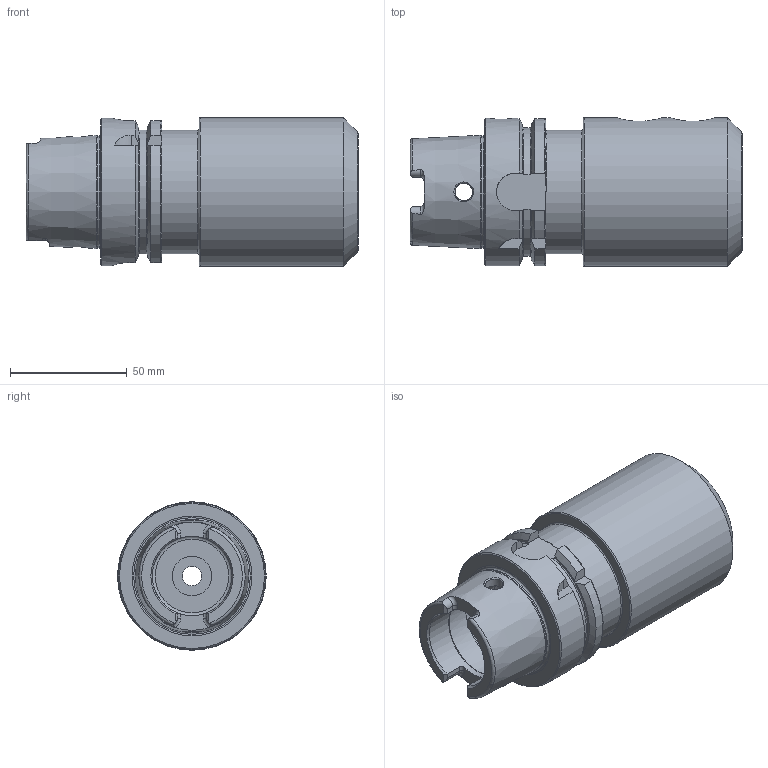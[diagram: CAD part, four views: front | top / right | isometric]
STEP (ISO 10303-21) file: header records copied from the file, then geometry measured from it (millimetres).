
FILE_DESCRIPTION(/* description */ (''),/* implementation_level */ '2;1');
FILE_NAME(/* name */ 'AQ034C.stp',/* time_stamp */ '2023-01-19T09:06:27+09:00',/* author */ ('eos'),/* organization */ (''),/* preprocessor_version */ 'ST-DEVELOPER v18.1',/* originating_system */ 'Autodesk Inventor 2022',/* authorisation */ '');
FILE_SCHEMA (('AUTOMOTIVE_DESIGN { 1 0 10303 214 3 1 1 }'));
Length unit declared in the file: millimetre
Products named in the file (1): HSK63A
Bounding box: 142 x 63.5 x 63.5 mm (x, y, z)
Volume: 255401 mm3; surface area: 49545.4 mm2
Topology: 1 solids, 1 shells, 127 faces, 342 edges, 222 vertices
Faces by surface type: plane 44, cylinder 38, torus 25, cone 16, bspline 4
Full cylindrical faces by diameter (mm): 2.459 x2, 7.5 x2, 8.4 x1, 10 x1, 16.917 x1, 17.323 x2, 19 x1, 31.75 x1, 32.95 x1, 34 x2, 40 x1, 48.041 x1, 53 x1, 63 x1, 63.5 x1
Entity records: 5142 total; most frequent: CARTESIAN_POINT 1956, ORIENTED_EDGE 680, DIRECTION 647, EDGE_CURVE 340, AXIS2_PLACEMENT_3D 265, VERTEX_POINT 222, EDGE_LOOP 144, CIRCLE 131
